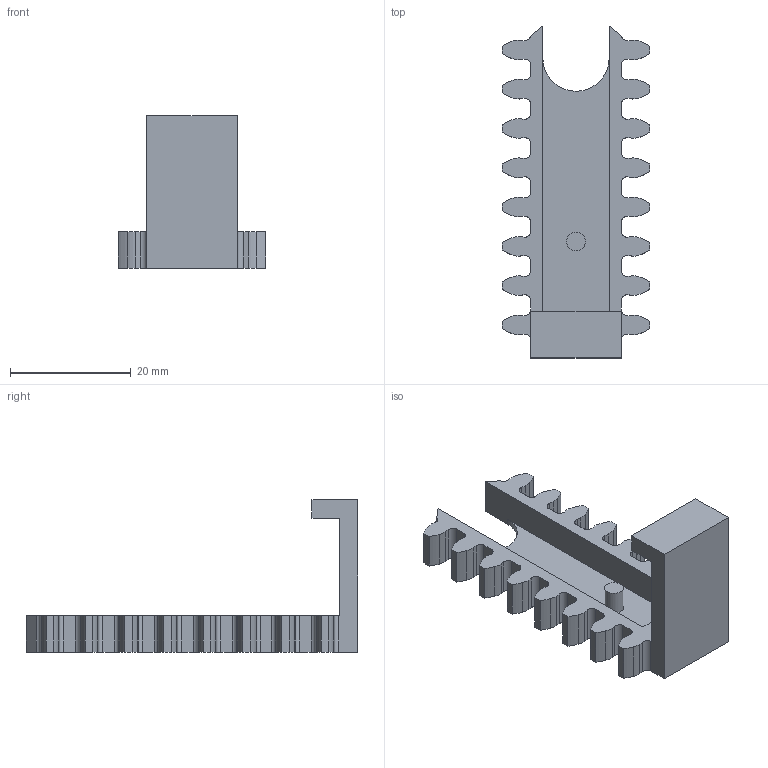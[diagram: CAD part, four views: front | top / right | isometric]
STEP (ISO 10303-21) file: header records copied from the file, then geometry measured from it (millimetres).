
FILE_DESCRIPTION(/* description */ ('STEP AP242','CAx-IF Rec.Pracs.---Representation and Presentation of Product Manufacturing Information (PMI)---4.0---2014-10-13','CAx-IF Rec.Pracs.---3D Tessellated Geometry---0.4---2014-09-14','2;1'),/* implementation_level */ '2;1');
FILE_NAME(/* name */ '67f68b09f878c20f27e8a58e',/* time_stamp */ '2025-04-09T14:58:18Z',/* author */ (''),/* organization */ (''),/* preprocessor_version */ 'ST-DEVELOPER v20',/* originating_system */ 'ONSHAPE BY PTC INC, 1.196',/* authorisation */ ' ');
FILE_SCHEMA (('AP242_MANAGED_MODEL_BASED_3D_ENGINEERING_MIM_LF { 1 0 10303 442 1 1 4 }'));
Length unit declared in the file: metre
Products named in the file (1): Part 1
Bounding box: 24.41 x 55 x 25.21 mm (x, y, z)
Volume: 4572.6 mm3; surface area: 4776.8 mm2
Topology: 1 solids, 1 shells, 176 faces, 519 edges, 346 vertices
Faces by surface type: cylinder 114, plane 62
Full cylindrical faces by diameter (mm): 3.125 x1
Entity records: 5988 total; most frequent: DIRECTION 1100, CARTESIAN_POINT 1041, ORIENTED_EDGE 1036, EDGE_CURVE 518, AXIS2_PLACEMENT_3D 405, VERTEX_POINT 346, LINE 290, VECTOR 290
